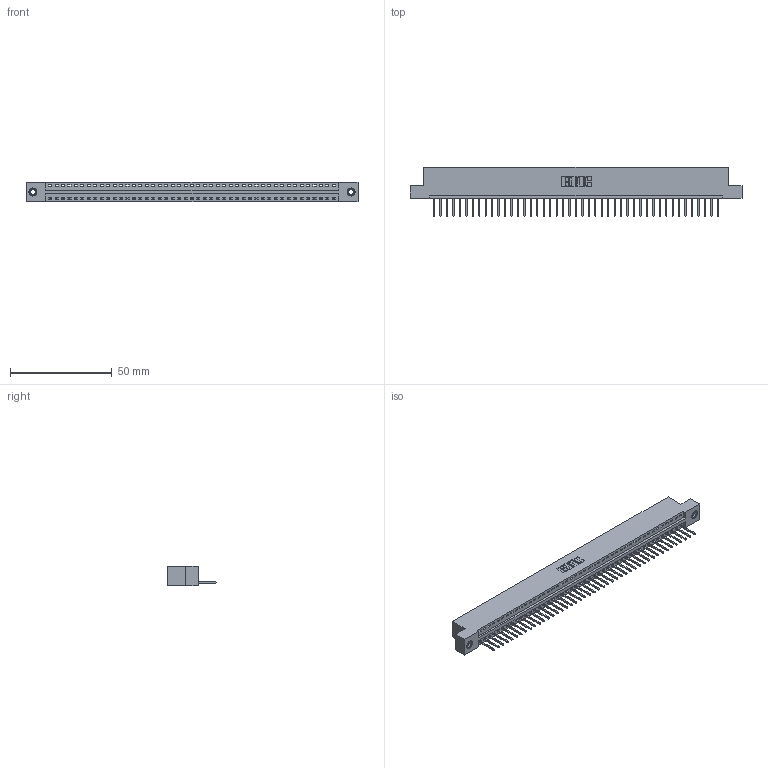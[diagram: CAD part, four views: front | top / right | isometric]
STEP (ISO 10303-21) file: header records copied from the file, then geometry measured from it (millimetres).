
FILE_DESCRIPTION (( 'STEP AP203' ), '1' );
FILE_NAME ('346-045-526-107.STEP', '2022-05-09T18:33:14', ( '' ), ( '' ), 'SwSTEP 2.0', 'SolidWorks 2020', '' );
FILE_SCHEMA (( 'CONFIG_CONTROL_DESIGN' ));
Length unit declared in the file: inch
Products named in the file (4): 346 Part_Flush Mounting Lugs - 0.156 Dia-TI; 346-045-526-107; 345-250-001_345-250-005-103; 345-292-001_345-293-126
Assembly tree (48 placements, depth 2):
  346-045-526-107
    346 Part_Flush Mounting Lugs - 0.156 Dia-TI
    345-292-001_345-293-126  x45
    345-250-001_345-250-005-103  x2
Bounding box: 163.45 x 24.13 x 9.4 mm (x, y, z)
Volume: 15617 mm3; surface area: 19542.4 mm2
Topology: 48 solids, 48 shells, 2792 faces, 8385 edges, 5522 vertices
Faces by surface type: plane 1908, cylinder 868, cone 12, torus 4
Entity records: 28728 total; most frequent: CARTESIAN_POINT 4906, ORIENTED_EDGE 4878, DIRECTION 4351, EDGE_CURVE 2439, LINE 2107, VECTOR 2107, VERTEX_POINT 1620, AXIS2_PLACEMENT_3D 1122
